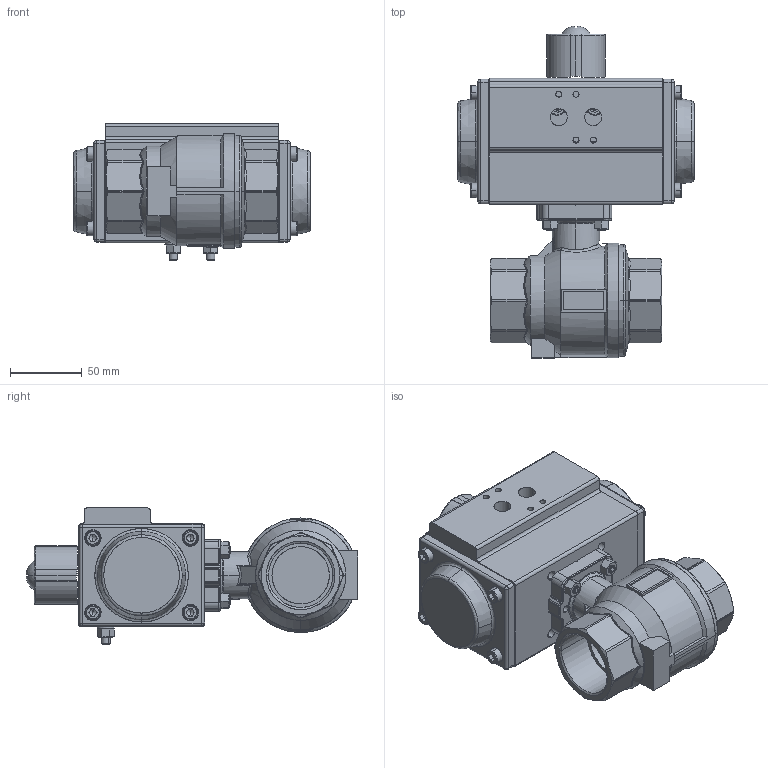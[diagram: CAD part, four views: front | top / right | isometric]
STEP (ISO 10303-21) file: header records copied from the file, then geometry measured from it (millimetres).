
FILE_DESCRIPTION (( 'STEP AP214' ), '1' );
FILE_NAME ('PK02_DN40_doppeltwirkend (PK02000007).STEP', '2022-01-19T14:44:57', ( '' ), ( '' ), 'SwSTEP 2.0', 'SolidWorks 2021', '' );
FILE_SCHEMA (( 'AUTOMOTIVE_DESIGN' ));
Length unit declared in the file: metre
Products named in the file (1): PK02_DN40_doppeltwirkend (PK02000007)
Bounding box: 165 x 231.65 x 95 mm (x, y, z)
Surface area: 154690.6 mm2 (no closed solid volume)
Topology: 0 solids, 706 shells, 866 faces, 3989 edges, 3794 vertices
Faces by surface type: plane 333, cylinder 248, bspline 148, cone 135, sphere 2
Entity records: 75057 total; most frequent: CARTESIAN_POINT 36148, DIRECTION 5459, ORIENTED_EDGE 4245, EDGE_CURVE 3965, VERTEX_POINT 3794, AXIS2_PLACEMENT_3D 1844, VECTOR 1771, LINE 1771
